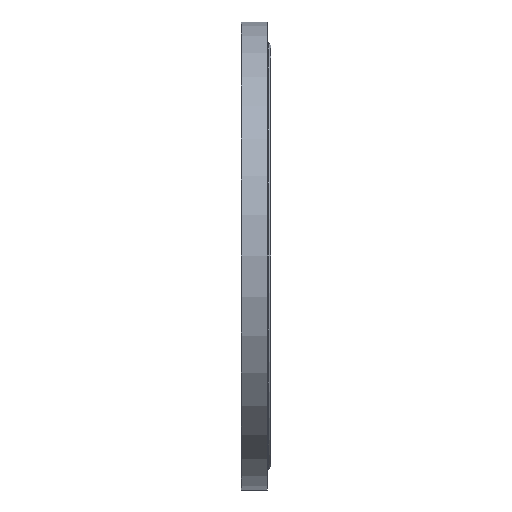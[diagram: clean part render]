
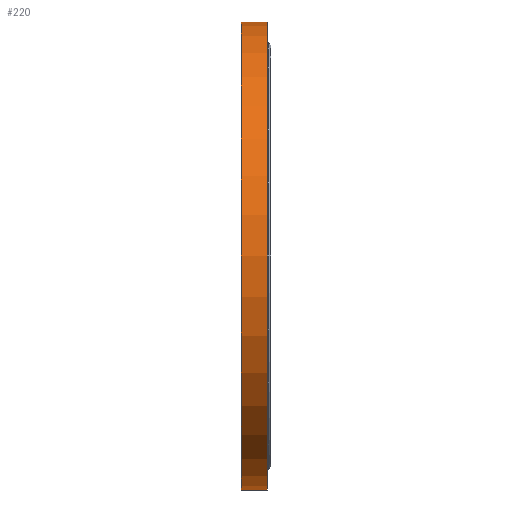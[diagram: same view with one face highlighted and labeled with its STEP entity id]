
A CAD part, front view. The second image highlights one B-rep face of the part: STEP entity #220.
In plain terms, the highlighted cylindrical face has radius 44.5 mm (diameter 89 mm), a full revolution.
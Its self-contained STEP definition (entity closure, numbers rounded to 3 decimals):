
#26=CYLINDRICAL_SURFACE('',#264,44.5);
#55=ORIENTED_EDGE('',*,*,#85,.F.);
#56=ORIENTED_EDGE('',*,*,#84,.T.);
#84=EDGE_CURVE('',#103,#103,#122,.T.);
#85=EDGE_CURVE('',#104,#104,#123,.T.);
#103=VERTEX_POINT('',#392);
#104=VERTEX_POINT('',#395);
#122=CIRCLE('',#263,44.5);
#123=CIRCLE('',#265,44.5);
#150=EDGE_LOOP('',(#55));
#151=EDGE_LOOP('',(#56));
#188=FACE_BOUND('',#150,.T.);
#189=FACE_BOUND('',#151,.T.);
#220=ADVANCED_FACE('',(#188,#189),#26,.T.);
#263=AXIS2_PLACEMENT_3D('',#391,#324,#325);
#264=AXIS2_PLACEMENT_3D('',#393,#326,#327);
#265=AXIS2_PLACEMENT_3D('',#394,#328,#329);
#324=DIRECTION('',(-1.,0.,0.));
#325=DIRECTION('',(0.,0.,1.));
#326=DIRECTION('',(-1.,0.,0.));
#327=DIRECTION('',(0.,0.,1.));
#328=DIRECTION('',(-1.,0.,0.));
#329=DIRECTION('',(0.,0.,1.));
#391=CARTESIAN_POINT('',(1.5,0.,0.));
#392=CARTESIAN_POINT('',(1.5,0.,44.5));
#393=CARTESIAN_POINT('',(0.,0.,0.));
#394=CARTESIAN_POINT('',(-3.5,0.,0.));
#395=CARTESIAN_POINT('',(-3.5,0.,44.5));
